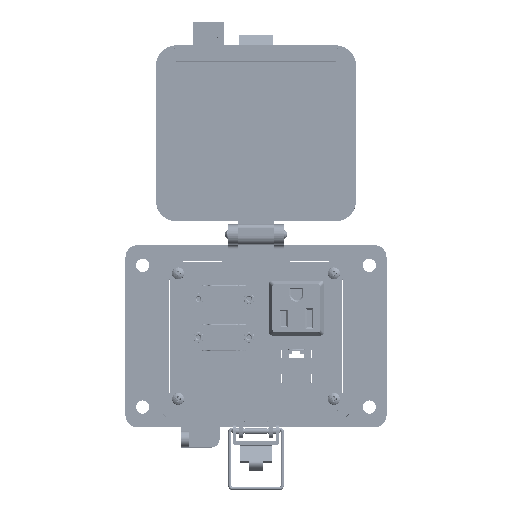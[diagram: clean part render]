
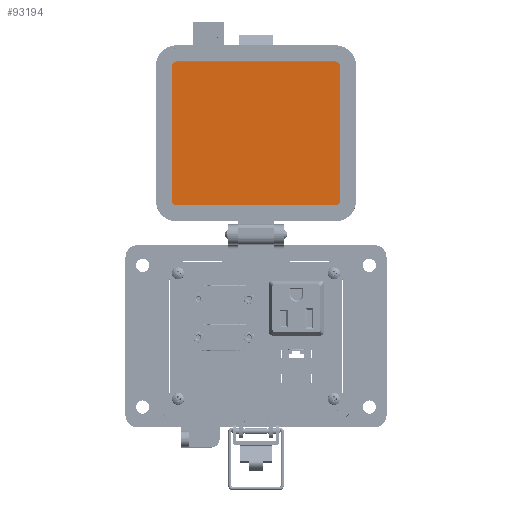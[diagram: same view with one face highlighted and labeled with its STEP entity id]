
A CAD part, top view. The second image highlights one B-rep face of the part: STEP entity #93194.
In plain terms, the highlighted planar face has unit normal (0, 0, 1).
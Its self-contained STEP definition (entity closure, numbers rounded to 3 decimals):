
#2596 = DIRECTION ( 'NONE',  ( -1., 0., 0. ) ) ;
#4240 = CARTESIAN_POINT ( 'NONE',  ( -42.469, 60.004, 19.202 ) ) ;
#6187 = DIRECTION ( 'NONE',  ( 0., 0., -1. ) ) ;
#6350 = CARTESIAN_POINT ( 'NONE',  ( 38.212, 126.389, 19.202 ) ) ;
#7020 = VERTEX_POINT ( 'NONE', #72446 ) ;
#12275 = EDGE_CURVE ( 'NONE', #81343, #103863, #45681, .T. ) ;
#12683 = DIRECTION ( 'NONE',  ( 1., 0., 0. ) ) ;
#13245 = DIRECTION ( 'NONE',  ( 0., 0., -1. ) ) ;
#15895 = CARTESIAN_POINT ( 'NONE',  ( -42.469, 57.705, 19.202 ) ) ;
#16677 = DIRECTION ( 'NONE',  ( 0., -1., 0. ) ) ;
#18820 = PLANE ( 'NONE',  #49730 ) ;
#19900 = CARTESIAN_POINT ( 'NONE',  ( -44.769, 93.196, 19.202 ) ) ;
#20789 = EDGE_CURVE ( 'NONE', #55489, #73864, #97534, .T. ) ;
#21653 = ORIENTED_EDGE ( 'NONE', *, *, #74062, .F. ) ;
#21846 = VERTEX_POINT ( 'NONE', #38569 ) ;
#30427 = ORIENTED_EDGE ( 'NONE', *, *, #31465, .F. ) ;
#30437 = CARTESIAN_POINT ( 'NONE',  ( 38.212, 93.196, 19.202 ) ) ;
#30923 = CARTESIAN_POINT ( 'NONE',  ( 35.912, 128.688, 19.202 ) ) ;
#31465 = EDGE_CURVE ( 'NONE', #21846, #81343, #79295, .T. ) ;
#31806 = ORIENTED_EDGE ( 'NONE', *, *, #49756, .F. ) ;
#32288 = DIRECTION ( 'NONE',  ( 0., -1., 0. ) ) ;
#37665 = AXIS2_PLACEMENT_3D ( 'NONE', #40784, #6187, #32288 ) ;
#38569 = CARTESIAN_POINT ( 'NONE',  ( 38.212, 60.004, 19.202 ) ) ;
#40625 = CARTESIAN_POINT ( 'NONE',  ( -44.769, 60.004, 19.202 ) ) ;
#40784 = CARTESIAN_POINT ( 'NONE',  ( 35.912, 60.004, 19.202 ) ) ;
#45559 = CARTESIAN_POINT ( 'NONE',  ( 35.912, 57.705, 19.202 ) ) ;
#45681 = LINE ( 'NONE', #80241, #76509 ) ;
#46797 = DIRECTION ( 'NONE',  ( 0., 0., -1. ) ) ;
#47821 = CARTESIAN_POINT ( 'NONE',  ( 35.912, 126.389, 19.202 ) ) ;
#49409 = AXIS2_PLACEMENT_3D ( 'NONE', #69943, #94323, #16677 ) ;
#49730 = AXIS2_PLACEMENT_3D ( 'NONE', #53432, #70443, #88550 ) ;
#49756 = EDGE_CURVE ( 'NONE', #103863, #55489, #98332, .T. ) ;
#53385 = LINE ( 'NONE', #87920, #73780 ) ;
#53432 = CARTESIAN_POINT ( 'NONE',  ( 39.871, 130.108, 19.202 ) ) ;
#54370 = CIRCLE ( 'NONE', #56165, 2.299 ) ;
#55378 = DIRECTION ( 'NONE',  ( 0., -1., 0. ) ) ;
#55489 = VERTEX_POINT ( 'NONE', #40625 ) ;
#56165 = AXIS2_PLACEMENT_3D ( 'NONE', #47821, #13245, #12683 ) ;
#63571 = DIRECTION ( 'NONE',  ( 1., 0., 0. ) ) ;
#65747 = ORIENTED_EDGE ( 'NONE', *, *, #105746, .F. ) ;
#66115 = LINE ( 'NONE', #30437, #76559 ) ;
#68767 = FACE_OUTER_BOUND ( 'NONE', #74870, .T. ) ;
#69382 = AXIS2_PLACEMENT_3D ( 'NONE', #4240, #46797, #107941 ) ;
#69943 = CARTESIAN_POINT ( 'NONE',  ( -42.469, 126.389, 19.202 ) ) ;
#70443 = DIRECTION ( 'NONE',  ( 0., 0., 1. ) ) ;
#72446 = CARTESIAN_POINT ( 'NONE',  ( -42.469, 128.688, 19.202 ) ) ;
#73780 = VECTOR ( 'NONE', #63571, 1000. ) ;
#73864 = VERTEX_POINT ( 'NONE', #73883 ) ;
#73883 = CARTESIAN_POINT ( 'NONE',  ( -44.769, 126.389, 19.202 ) ) ;
#74062 = EDGE_CURVE ( 'NONE', #7020, #92970, #53385, .T. ) ;
#74870 = EDGE_LOOP ( 'NONE', ( #30427, #65747, #83988, #21653, #86767, #94853, #31806, #91059 ) ) ;
#76509 = VECTOR ( 'NONE', #2596, 1000. ) ;
#76559 = VECTOR ( 'NONE', #55378, 1000. ) ;
#79295 = CIRCLE ( 'NONE', #37665, 2.299 ) ;
#80241 = CARTESIAN_POINT ( 'NONE',  ( -3.279, 57.705, 19.202 ) ) ;
#81343 = VERTEX_POINT ( 'NONE', #45559 ) ;
#83539 = EDGE_CURVE ( 'NONE', #92970, #101850, #54370, .T. ) ;
#83988 = ORIENTED_EDGE ( 'NONE', *, *, #83539, .F. ) ;
#86767 = ORIENTED_EDGE ( 'NONE', *, *, #102722, .F. ) ;
#87920 = CARTESIAN_POINT ( 'NONE',  ( -3.279, 128.688, 19.202 ) ) ;
#88550 = DIRECTION ( 'NONE',  ( -1., 0., 0. ) ) ;
#91059 = ORIENTED_EDGE ( 'NONE', *, *, #12275, .F. ) ;
#92970 = VERTEX_POINT ( 'NONE', #30923 ) ;
#93194 = ADVANCED_FACE ( 'NONE', ( #68767 ), #18820, .T. ) ;
#93472 = VECTOR ( 'NONE', #98093, 1000. ) ;
#94323 = DIRECTION ( 'NONE',  ( 0., 0., -1. ) ) ;
#94853 = ORIENTED_EDGE ( 'NONE', *, *, #20789, .F. ) ;
#96348 = CIRCLE ( 'NONE', #49409, 2.299 ) ;
#97534 = LINE ( 'NONE', #19900, #93472 ) ;
#98093 = DIRECTION ( 'NONE',  ( 0., 1., 0. ) ) ;
#98332 = CIRCLE ( 'NONE', #69382, 2.299 ) ;
#101850 = VERTEX_POINT ( 'NONE', #6350 ) ;
#102722 = EDGE_CURVE ( 'NONE', #73864, #7020, #96348, .T. ) ;
#103863 = VERTEX_POINT ( 'NONE', #15895 ) ;
#105746 = EDGE_CURVE ( 'NONE', #101850, #21846, #66115, .T. ) ;
#107941 = DIRECTION ( 'NONE',  ( 1., 0., 0. ) ) ;
